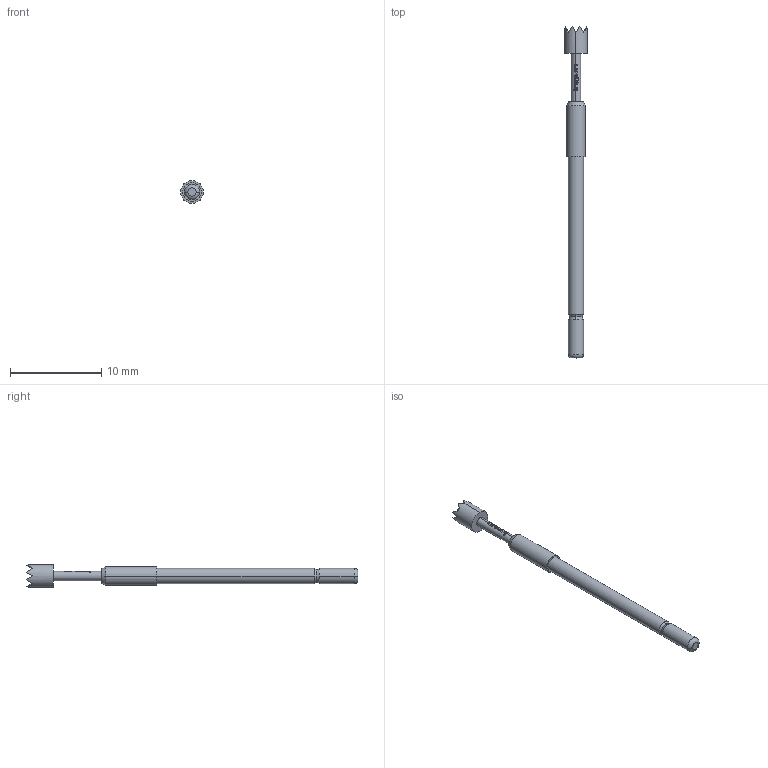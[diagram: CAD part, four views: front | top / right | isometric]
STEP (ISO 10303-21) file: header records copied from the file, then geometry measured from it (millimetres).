
FILE_DESCRIPTION (( 'STEP AP203' ), '1' );
FILE_NAME ('INGUN_GKS-112_306_250_R_xx06.STEP', '2022-01-11T10:31:21', ( 'ochi' ), ( '' ), 'SwSTEP 2.0', 'SolidWorks 2018', '' );
FILE_SCHEMA (( 'CONFIG_CONTROL_DESIGN' ));
Length unit declared in the file: millimetre
Products named in the file (1): INGUN_GKS-112_306_250_R_xx06
Bounding box: 2.5 x 36.3 x 2.5 mm (x, y, z)
Volume: 81.9 mm3; surface area: 206.5 mm2
Topology: 1 solids, 1 shells, 142 faces, 351 edges, 215 vertices
Faces by surface type: plane 92, bspline 22, cylinder 20, torus 6, cone 2
Entity records: 4470 total; most frequent: CARTESIAN_POINT 1305, ORIENTED_EDGE 702, DIRECTION 567, EDGE_CURVE 351, VERTEX_POINT 215, AXIS2_PLACEMENT_3D 213, EDGE_LOOP 146, FACE_OUTER_BOUND 142
